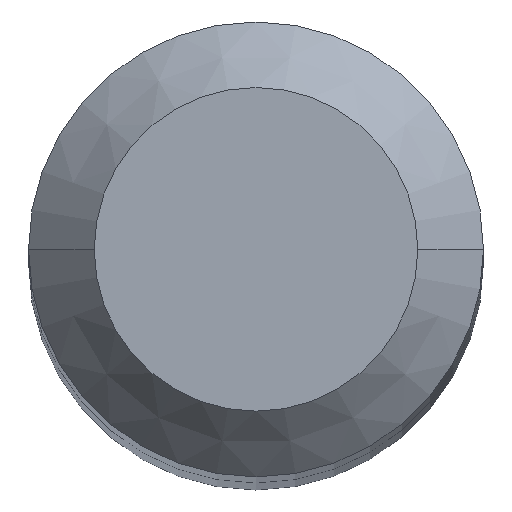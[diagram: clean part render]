
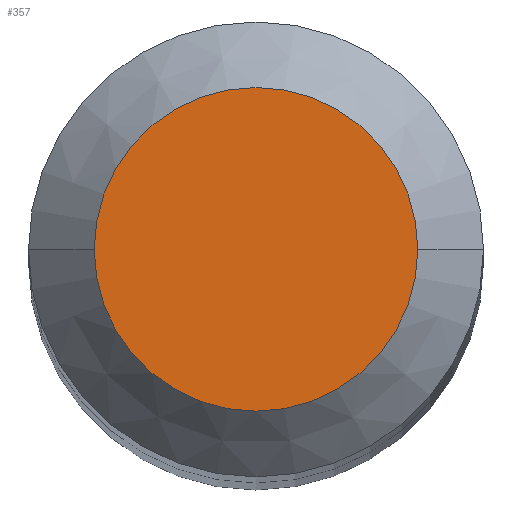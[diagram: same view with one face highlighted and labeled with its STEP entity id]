
A CAD part, top view. The second image highlights one B-rep face of the part: STEP entity #357.
In plain terms, the highlighted planar face has unit normal (0, 0, 1).
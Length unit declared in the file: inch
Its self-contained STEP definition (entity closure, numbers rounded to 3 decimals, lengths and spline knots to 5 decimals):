
#80 = VERTEX_POINT ( 'NONE', #146 ) ;
#107 = EDGE_CURVE ( 'NONE', #80, #302, #183, .T. ) ;
#133 = CARTESIAN_POINT ( 'NONE',  ( 0., 0., 0. ) ) ;
#142 = CARTESIAN_POINT ( 'NONE',  ( 0., 0., 0. ) ) ;
#145 = FACE_OUTER_BOUND ( 'NONE', #193, .T. ) ;
#146 = CARTESIAN_POINT ( 'NONE',  ( 0.077, 0., 0. ) ) ;
#151 = ORIENTED_EDGE ( 'NONE', *, *, #107, .T. ) ;
#168 = ORIENTED_EDGE ( 'NONE', *, *, #250, .T. ) ;
#171 = DIRECTION ( 'NONE',  ( -1., 0., 0. ) ) ;
#183 = CIRCLE ( 'NONE', #262, 0.077 ) ;
#188 = DIRECTION ( 'NONE',  ( 0., 0., 1. ) ) ;
#193 = EDGE_LOOP ( 'NONE', ( #168, #151 ) ) ;
#194 = AXIS2_PLACEMENT_3D ( 'NONE', #142, #388, #171 ) ;
#198 = AXIS2_PLACEMENT_3D ( 'NONE', #133, #305, #332 ) ;
#199 = PLANE ( 'NONE',  #194 ) ;
#244 = CARTESIAN_POINT ( 'NONE',  ( -0.077, 0., 0. ) ) ;
#250 = EDGE_CURVE ( 'NONE', #302, #80, #298, .T. ) ;
#262 = AXIS2_PLACEMENT_3D ( 'NONE', #314, #188, #311 ) ;
#298 = CIRCLE ( 'NONE', #198, 0.077 ) ;
#302 = VERTEX_POINT ( 'NONE', #244 ) ;
#305 = DIRECTION ( 'NONE',  ( 0., 0., 1. ) ) ;
#311 = DIRECTION ( 'NONE',  ( 1., 0., 0. ) ) ;
#314 = CARTESIAN_POINT ( 'NONE',  ( 0., 0., 0. ) ) ;
#332 = DIRECTION ( 'NONE',  ( 1., 0., 0. ) ) ;
#357 = ADVANCED_FACE ( 'NONE', ( #145 ), #199, .F. ) ;
#388 = DIRECTION ( 'NONE',  ( 0., 0., -1. ) ) ;
